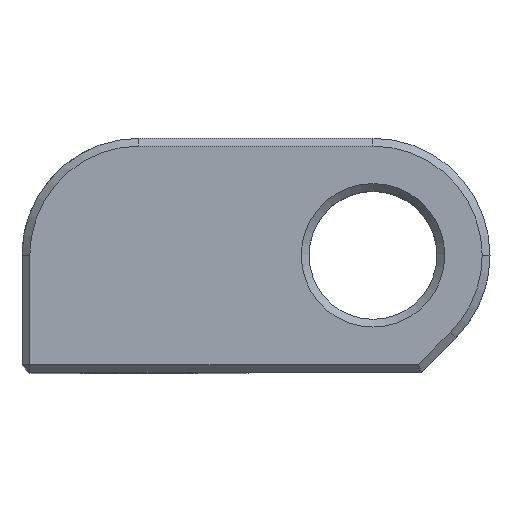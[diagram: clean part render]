
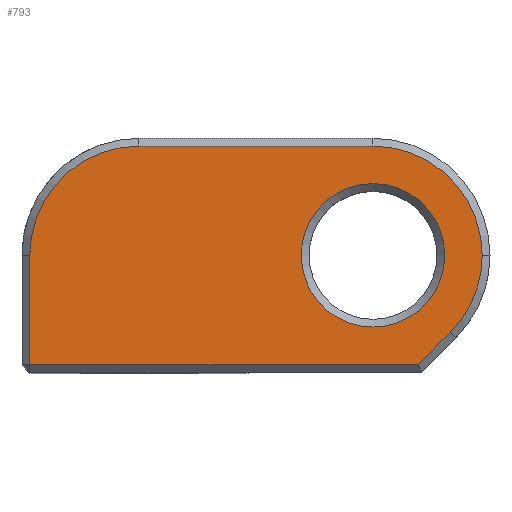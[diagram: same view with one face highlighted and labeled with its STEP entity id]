
A CAD part, top view. The second image highlights one B-rep face of the part: STEP entity #793.
In plain terms, the highlighted planar face has unit normal (0, 0, 1).
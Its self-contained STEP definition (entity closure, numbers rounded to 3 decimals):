
#18=FACE_BOUND('',#166,.T.);
#45=CIRCLE('',#841,7.);
#47=CIRCLE('',#845,7.);
#50=CIRCLE('',#849,7.);
#59=CIRCLE('',#873,4.6);
#114=FACE_OUTER_BOUND('',#165,.T.);
#165=EDGE_LOOP('',(#610,#611,#612,#613,#614,#615,#616));
#166=EDGE_LOOP('',(#617));
#208=LINE('',#1168,#278);
#211=LINE('',#1174,#281);
#213=LINE('',#1183,#283);
#218=LINE('',#1200,#288);
#278=VECTOR('',#930,10.);
#281=VECTOR('',#935,10.);
#283=VECTOR('',#945,10.);
#288=VECTOR('',#964,10.);
#343=VERTEX_POINT('',#1157);
#347=VERTEX_POINT('',#1166);
#349=VERTEX_POINT('',#1171);
#350=VERTEX_POINT('',#1176);
#352=VERTEX_POINT('',#1182);
#354=VERTEX_POINT('',#1188);
#357=VERTEX_POINT('',#1195);
#381=VERTEX_POINT('',#1286);
#414=EDGE_CURVE('',#343,#347,#208,.T.);
#417=EDGE_CURVE('',#349,#343,#211,.T.);
#418=EDGE_CURVE('',#350,#349,#45,.T.);
#421=EDGE_CURVE('',#352,#350,#213,.T.);
#424=EDGE_CURVE('',#354,#352,#47,.T.);
#429=EDGE_CURVE('',#357,#354,#50,.T.);
#430=EDGE_CURVE('',#347,#357,#218,.T.);
#468=EDGE_CURVE('',#381,#381,#59,.T.);
#610=ORIENTED_EDGE('',*,*,#414,.T.);
#611=ORIENTED_EDGE('',*,*,#430,.T.);
#612=ORIENTED_EDGE('',*,*,#429,.T.);
#613=ORIENTED_EDGE('',*,*,#424,.T.);
#614=ORIENTED_EDGE('',*,*,#421,.T.);
#615=ORIENTED_EDGE('',*,*,#418,.T.);
#616=ORIENTED_EDGE('',*,*,#417,.T.);
#617=ORIENTED_EDGE('',*,*,#468,.T.);
#761=PLANE('',#872);
#793=ADVANCED_FACE('',(#114,#18),#761,.F.);
#841=AXIS2_PLACEMENT_3D('',#1177,#938,#939);
#845=AXIS2_PLACEMENT_3D('',#1189,#950,#951);
#849=AXIS2_PLACEMENT_3D('',#1198,#960,#961);
#872=AXIS2_PLACEMENT_3D('',#1285,#1032,#1033);
#873=AXIS2_PLACEMENT_3D('',#1287,#1034,#1035);
#930=DIRECTION('',(1.,0.,0.));
#935=DIRECTION('',(0.,-1.,0.));
#938=DIRECTION('center_axis',(0.,0.,1.));
#939=DIRECTION('ref_axis',(-0.707,0.707,0.));
#945=DIRECTION('',(-1.,0.,0.));
#950=DIRECTION('center_axis',(0.,0.,1.));
#951=DIRECTION('ref_axis',(0.707,0.707,0.));
#960=DIRECTION('center_axis',(0.,0.,1.));
#961=DIRECTION('ref_axis',(0.707,-0.707,0.));
#964=DIRECTION('',(0.707,0.707,0.));
#1032=DIRECTION('center_axis',(0.,0.,-1.));
#1033=DIRECTION('ref_axis',(0.,-1.,0.));
#1034=DIRECTION('center_axis',(0.,0.,-1.));
#1035=DIRECTION('ref_axis',(-1.,0.,0.));
#1157=CARTESIAN_POINT('',(-164.5,50.5,-129.));
#1166=CARTESIAN_POINT('',(-139.601,50.5,-129.));
#1168=CARTESIAN_POINT('',(-150.,50.5,-129.));
#1171=CARTESIAN_POINT('',(-164.5,57.5,-129.));
#1174=CARTESIAN_POINT('',(-164.5,61.25,-129.));
#1176=CARTESIAN_POINT('',(-157.5,64.5,-129.));
#1177=CARTESIAN_POINT('Origin',(-157.5,57.5,-129.));
#1182=CARTESIAN_POINT('',(-142.5,64.5,-129.));
#1183=CARTESIAN_POINT('',(-150.,64.5,-129.));
#1188=CARTESIAN_POINT('',(-135.5,57.5,-129.));
#1189=CARTESIAN_POINT('Origin',(-142.5,57.5,-129.));
#1195=CARTESIAN_POINT('',(-137.55,52.55,-129.));
#1198=CARTESIAN_POINT('Origin',(-142.5,57.5,-129.));
#1200=CARTESIAN_POINT('',(-138.649,51.452,-129.));
#1285=CARTESIAN_POINT('Origin',(-150.,65.,-129.));
#1286=CARTESIAN_POINT('',(-137.9,57.5,-129.));
#1287=CARTESIAN_POINT('Origin',(-142.5,57.5,-129.));
